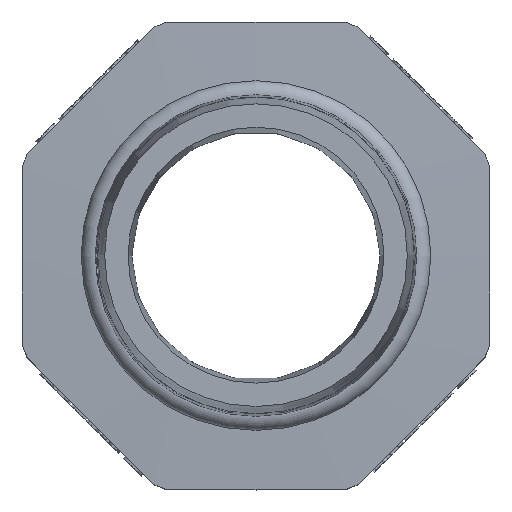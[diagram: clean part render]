
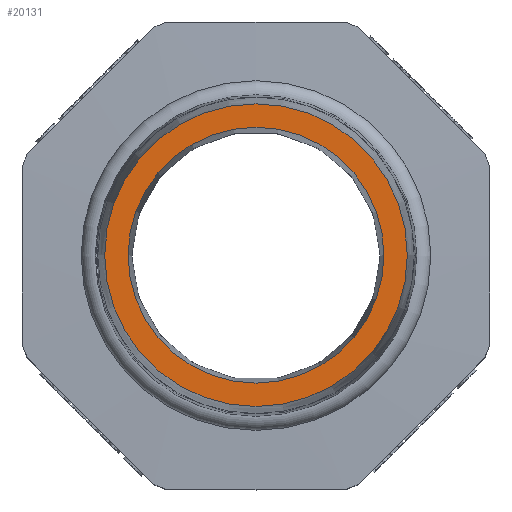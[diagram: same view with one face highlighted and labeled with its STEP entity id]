
A CAD part, top view. The second image highlights one B-rep face of the part: STEP entity #20131.
In plain terms, the highlighted planar face has unit normal (0, 0, 1).
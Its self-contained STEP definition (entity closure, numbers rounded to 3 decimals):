
#596=CIRCLE('',#21456,4.651);
#607=CIRCLE('',#21495,5.5);
#608=CIRCLE('',#21496,5.5);
#716=FACE_BOUND('',#2910,.T.);
#1814=FACE_OUTER_BOUND('',#2909,.T.);
#2909=EDGE_LOOP('',(#17319,#17320));
#2910=EDGE_LOOP('',(#17321));
#9153=VERTEX_POINT('',#35127);
#9182=VERTEX_POINT('',#35302);
#9183=VERTEX_POINT('',#35303);
#11836=EDGE_CURVE('',#9153,#9153,#596,.T.);
#11893=EDGE_CURVE('',#9182,#9183,#607,.T.);
#11894=EDGE_CURVE('',#9183,#9182,#608,.T.);
#17319=ORIENTED_EDGE('',*,*,#11893,.T.);
#17320=ORIENTED_EDGE('',*,*,#11894,.T.);
#17321=ORIENTED_EDGE('',*,*,#11836,.T.);
#18131=PLANE('',#21506);
#20131=ADVANCED_FACE('',(#1814,#716),#18131,.F.);
#21456=AXIS2_PLACEMENT_3D('',#35129,#26323,#26324);
#21495=AXIS2_PLACEMENT_3D('',#35304,#26423,#26424);
#21496=AXIS2_PLACEMENT_3D('',#35305,#26425,#26426);
#21506=AXIS2_PLACEMENT_3D('',#35323,#26448,#26449);
#26323=DIRECTION('center_axis',(0.,0.,-1.));
#26324=DIRECTION('ref_axis',(-1.,0.,0.));
#26423=DIRECTION('center_axis',(0.,0.,1.));
#26424=DIRECTION('ref_axis',(-1.,0.,0.));
#26425=DIRECTION('center_axis',(0.,0.,1.));
#26426=DIRECTION('ref_axis',(-1.,0.,0.));
#26448=DIRECTION('center_axis',(0.,0.,-1.));
#26449=DIRECTION('ref_axis',(-1.,0.,0.));
#35127=CARTESIAN_POINT('',(4.651,0.,17.25));
#35129=CARTESIAN_POINT('Origin',(0.,0.,
17.25));
#35302=CARTESIAN_POINT('',(-5.5,0.,17.25));
#35303=CARTESIAN_POINT('',(5.5,0.,17.25));
#35304=CARTESIAN_POINT('Origin',(0.,0.,
17.25));
#35305=CARTESIAN_POINT('Origin',(0.,0.,
17.25));
#35323=CARTESIAN_POINT('Origin',(0.,0.,
17.25));
